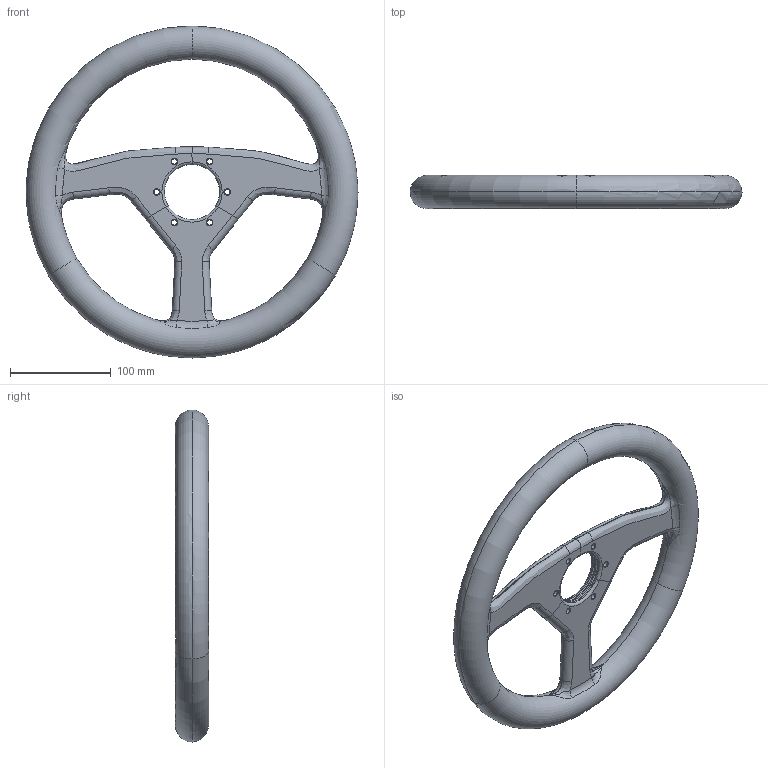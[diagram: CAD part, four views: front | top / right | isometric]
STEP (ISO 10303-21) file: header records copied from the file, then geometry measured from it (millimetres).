
FILE_DESCRIPTION(/* description */ (''),/* implementation_level */ '2;1');
FILE_NAME(/* name */ 'Racing_Simulator_Steering_Wheel_Low_Inertia_Drifting.step',/* time_stamp */ '2026-02-22T01:06:53+01:00',/* author */ (''),/* organization */ (''),/* preprocessor_version */ 'ST-DEVELOPER v20.1',/* originating_system */ 'Autodesk Translation Framework v14.24.0.0',/* authorisation */ '');
FILE_SCHEMA (('AUTOMOTIVE_DESIGN { 1 0 10303 214 3 1 1 }'));
Length unit declared in the file: centimetre
Products named in the file (1): Rund3.1.
Bounding box: 330 x 33 x 330 mm (x, y, z)
Volume: 1001889.7 mm3; surface area: 252075 mm2
Topology: 10 solids, 10 shells, 550 faces, 1330 edges, 818 vertices
Faces by surface type: cone 166, plane 150, cylinder 147, bspline 69, torus 18
Full cylindrical faces by diameter (mm): 5.4 x15, 5.5 x18, 6.6 x9, 9 x9, 55 x1, 84.48 x1
Entity records: 22524 total; most frequent: CARTESIAN_POINT 9677, ORIENTED_EDGE 2660, DIRECTION 2647, EDGE_CURVE 1330, AXIS2_PLACEMENT_3D 1018, VERTEX_POINT 818, EDGE_LOOP 636, LINE 611
